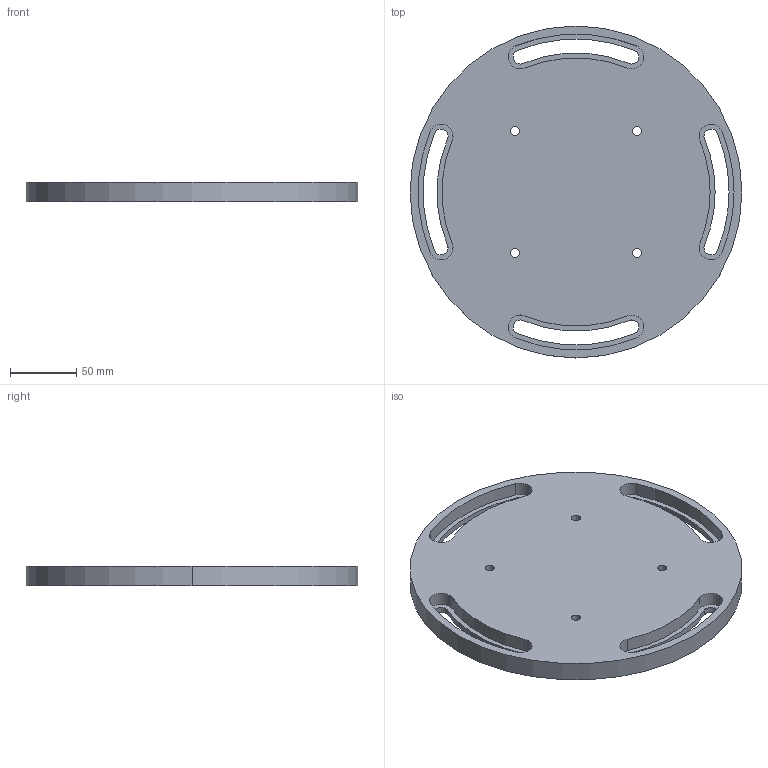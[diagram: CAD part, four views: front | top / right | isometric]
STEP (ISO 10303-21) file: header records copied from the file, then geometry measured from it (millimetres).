
FILE_DESCRIPTION (( 'STEP AP214' ), '1' );
FILE_NAME ('Platine 2.STEP', '2022-10-12T23:10:35', ( '' ), ( '' ), 'SwSTEP 2.0', 'SolidWorks 2022', '' );
FILE_SCHEMA (( 'AUTOMOTIVE_DESIGN' ));
Length unit declared in the file: millimetre
Products named in the file (1): Platine 2
Bounding box: 250 x 250 x 15 mm (x, y, z)
Volume: 640243.3 mm3; surface area: 116333.2 mm2
Topology: 1 solids, 1 shells, 60 faces, 162 edges, 108 vertices
Faces by surface type: cylinder 54, plane 6
Entity records: 2020 total; most frequent: DIRECTION 392, CARTESIAN_POINT 331, ORIENTED_EDGE 324, AXIS2_PLACEMENT_3D 169, EDGE_CURVE 162, CIRCLE 108, VERTEX_POINT 108, EDGE_LOOP 80
